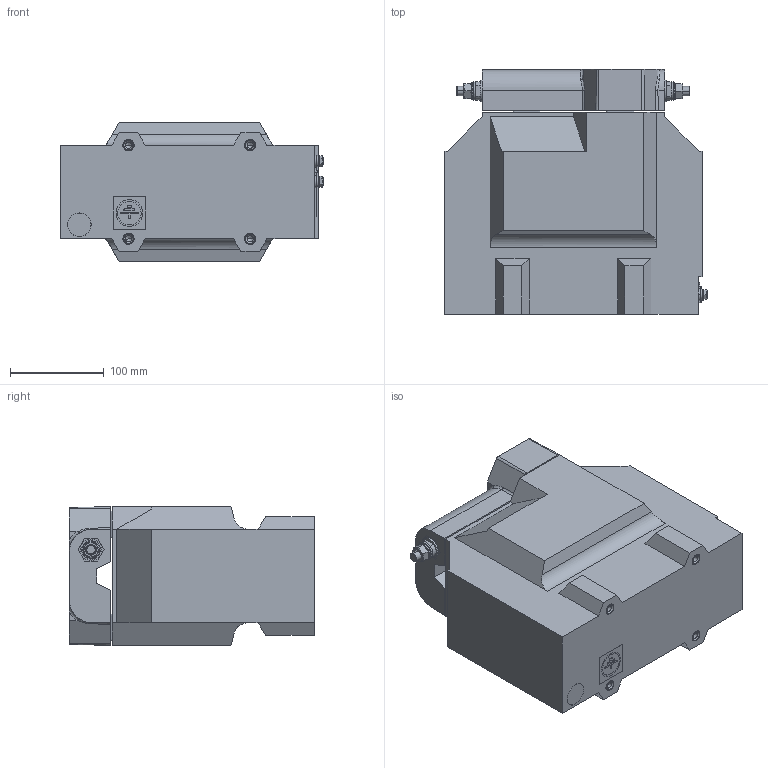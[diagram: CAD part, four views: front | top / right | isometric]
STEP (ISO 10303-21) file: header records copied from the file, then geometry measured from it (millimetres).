
FILE_DESCRIPTION (( 'STEP AP214' ), '1' );
FILE_NAME ('ﾎﾋﾑ-ﾑﾒ-0,63(6;10)-023ﾏS.STEP', '2024-04-24T10:28:23', ( '' ), ( '' ), 'SwSTEP 2.0', 'SolidWorks 2014', '' );
FILE_SCHEMA (( 'AUTOMOTIVE_DESIGN' ));
Length unit declared in the file: millimetre
Products named in the file (30): ﾘ琺矜 DIN 125 ﾀ_10.01.019; Äîçàëèâêà^ÑÒ.ÎË.01.01.00.000 Ñáîðêà ñ çàëèâêîé; Ïðóæèíà ñæàòèÿ STAMO (1x7x35x18 - ñòàëü)_STAMO 1x7x35x18; 砎槼隰譇膻蠈錪 SIBA-18700 8x150; Îòëèâêà^ÑÒ.ÎË.01.01.00.000 Ñáîðêà ñ çàëèâêîé; ÂÅÈÓ.685159.009 Êîíòàêò; ÂÅÈÓ.723111.010 Ïðåäîõðàíèòåëüíîå óñòðîéñòâî ÎËÑ,ÍÈÎË(ÏS) (ñáîðêà ñ çàëèâêîé)(SIBA); ÑÒ.ÎË.01.01.01.000 Àêòèâíàÿ ÷àñòü_-01; Ïðîâîä ÏÝÒÂ-2 2,0 áåç èçîëÿöèè; hex screw gradeab_din_ISO 4017 - M6 x 16-N; ÂÅÈÓ.758472.048 Ãàéêà ñïåöèàëüíàÿ Ì18; ÂÅÈÓ.758472.047 Ãàéêà ñïåöèàëüíàÿ Ì5_-00; ÂÅÈÓ.758472.021 Ãàéêà; 屡扔.758472.007 绵殛郷-01; ÂÅÈÓ.685159.005 Êîíòàêò; ÂÅÈÓ.713141.006 Âòóëêà îïîðíàÿ_-00; Êîìïàóíä (îòëèâêà) äëÿ ïðåäîõðàíèòåëüíîãî óñòðîéñòâà ÎËÑ; Áîëò DIN 933_6å12; ﾎﾋﾑ-ﾑﾒ-0,63(6;10)-023ﾏS; ﾘ琺矜 DIN 127 B_6; ÂÅÈÓ.754445.008 Çíàê ìàðêèðîâî÷íûé À, Õ_-01; ﾘ琺矜 DIN 125 ﾀ_6.01.019; socket head cap screw_din_DIN 912 M10 x 25 --- 25N; ÂÅÈÓ.754445.008 Çíàê ìàðêèðîâî÷íûé À, Õ_-00; ÂÅÈÓ.754447.004 Çíàê çàçåìëåíèÿ ÃÎÑÒ 21130-75; ÂÅÈÓ.723111.010 Ïðåäîõðàíèòåëüíîå óñòðîéñòâî ÎËÑ,ÍÈÎË(ÏS) (â ñáîðå)(SIBA); ÑÒ.ÎË.01.00.00.001 Ïàñïîðòíàÿ òàáëè÷êà ÎËÑ-ÑÒ_-00; Ãàéêà øåñòèãðàííàÿ DIN 934_10; ÑÒ.ÎË.01.01.00.000 Ñáîðêà ñ çàëèâêîé_-01; ﾘ琺矜 DIN 127 B_10
Assembly tree (51 placements, depth 4):
  ﾎﾋﾑ-ﾑﾒ-0,63(6;10)-023ﾏS
    ÑÒ.ÎË.01.01.00.000 Ñáîðêà ñ çàëèâêîé_-01
      ÑÒ.ÎË.01.01.01.000 Àêòèâíàÿ ÷àñòü_-01
        ÂÅÈÓ.713141.006 Âòóëêà îïîðíàÿ_-00  x4
        屡扔.758472.007 绵殛郷-01  x2
        ÂÅÈÓ.758472.021 Ãàéêà  x2
        hex screw gradeab_din_ISO 4017 - M6 x 16-N  x4
      Îòëèâêà^ÑÒ.ÎË.01.01.00.000 Ñáîðêà ñ çàëèâêîé
      Äîçàëèâêà^ÑÒ.ÎË.01.01.00.000 Ñáîðêà ñ çàëèâêîé
    ÑÒ.ÎË.01.00.00.001 Ïàñïîðòíàÿ òàáëè÷êà ÎËÑ-ÑÒ_-00
    ÂÅÈÓ.754447.004 Çíàê çàçåìëåíèÿ ÃÎÑÒ 21130-75
    socket head cap screw_din_DIN 912 M10 x 25 --- 25N  x2
    ﾘ琺矜 DIN 125 ﾀ_6.01.019  x2
    ﾘ琺矜 DIN 127 B_6  x2
    Áîëò DIN 933_6å12  x2
    ÂÅÈÓ.723111.010 Ïðåäîõðàíèòåëüíîå óñòðîéñòâî ÎËÑ,ÍÈÎË(ÏS) (â ñáîðå)(SIBA)
      ÂÅÈÓ.723111.010 Ïðåäîõðàíèòåëüíîå óñòðîéñòâî ÎËÑ,ÍÈÎË(ÏS) (ñáîðêà ñ çàëèâêîé)(SIBA)
        Êîìïàóíä (îòëèâêà) äëÿ ïðåäîõðàíèòåëüíîãî óñòðîéñòâà ÎËÑ
        ÂÅÈÓ.685159.005 Êîíòàêò  x2
        ÂÅÈÓ.758472.047 Ãàéêà ñïåöèàëüíàÿ Ì5_-00  x2
        ÂÅÈÓ.758472.048 Ãàéêà ñïåöèàëüíàÿ Ì18  x2
        Ïðîâîä ÏÝÒÂ-2 2,0 áåç èçîëÿöèè  x2
      ÂÅÈÓ.685159.009 Êîíòàêò  x2
      砎槼隰譇膻蠈錪 SIBA-18700 8x150  x2
      Ïðóæèíà ñæàòèÿ STAMO (1x7x35x18 - ñòàëü)_STAMO 1x7x35x18  x2
      ﾘ琺矜 DIN 125 ﾀ_10.01.019  x2
      ﾘ琺矜 DIN 127 B_10  x2
      Ãàéêà øåñòèãðàííàÿ DIN 934_10  x2
    ÂÅÈÓ.754445.008 Çíàê ìàðêèðîâî÷íûé À, Õ_-00
    ÂÅÈÓ.754445.008 Çíàê ìàðêèðîâî÷íûé À, Õ_-01
Bounding box: 280.7 x 261.7 x 148 mm (x, y, z)
Volume: 7602085.1 mm3; surface area: 413748 mm2
Topology: 51 solids, 51 shells, 4104 faces, 10533 edges, 6879 vertices
Faces by surface type: plane 2314, bspline 1134, cylinder 342, cone 256, torus 56, sphere 2
Entity records: 201383 total; most frequent: CARTESIAN_POINT 90306, ORIENTED_EDGE 19160, DIRECTION 13191, EDGE_CURVE 9580, VECTOR 6435, LINE 6435, VERTEX_POINT 6332, EDGE_LOOP 4062
